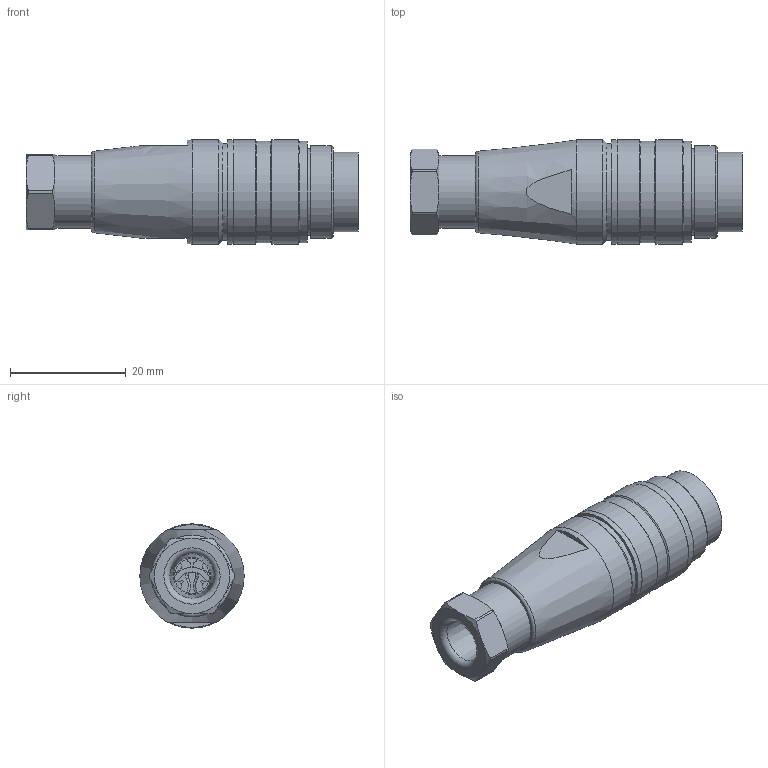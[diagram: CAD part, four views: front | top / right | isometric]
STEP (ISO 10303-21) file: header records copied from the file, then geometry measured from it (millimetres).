
FILE_DESCRIPTION(/* description */ (''),/* implementation_level */ '2;1');
FILE_NAME(/* name */ 'C091_11H005_000_2.stp',/* time_stamp */ '2015-10-15T09:34:52+02:00',/* author */ (''),/* organization */ (''),/* preprocessor_version */ 'ST-DEVELOPER v15',/* originating_system */ 'SIEMENS PLM Software NX 9.0',/* authorisation */ '');
FILE_SCHEMA (('AP203_CONFIGURATION_CONTROLLED_3D_DESIGN_OF_MECHANICAL_PARTS_AND_ASSEMBLIES_MIM_LF { 1 0 10303 403 2 1 2}'));
Length unit declared in the file: millimetre
Products named in the file (1): rsch11B06E0991lt
Bounding box: 57.3 x 18 x 18 mm (x, y, z)
Volume: 7237.6 mm3; surface area: 10076.5 mm2
Topology: 1 solids, 3 shells, 386 faces, 991 edges, 626 vertices
Faces by surface type: plane 183, cylinder 132, cone 26, bspline 17, torus 16, sphere 12
Full cylindrical faces by diameter (mm): 2 x4, 2.2 x2, 2.8 x2, 6 x1, 6.5 x1, 8 x2, 10 x1, 10.7 x1, 11 x2, 11.28 x1, 12.5 x1, 13.8 x1, 14 x1, 14.2 x1, 14.5 x1, 14.8 x2, 14.95 x1, 15 x3, 16 x1, 16.2 x1, 16.6 x4, 16.7 x1, 17 x1, 17.1 x1, 17.2 x1, 17.6 x2, 17.96 x1, 18 x3
Entity records: 16414 total; most frequent: CARTESIAN_POINT 7484, DIRECTION 1814, ORIENTED_EDGE 1788, EDGE_CURVE 894, AXIS2_PLACEMENT_3D 699, VERTEX_POINT 599, EDGE_LOOP 489, LINE 416
